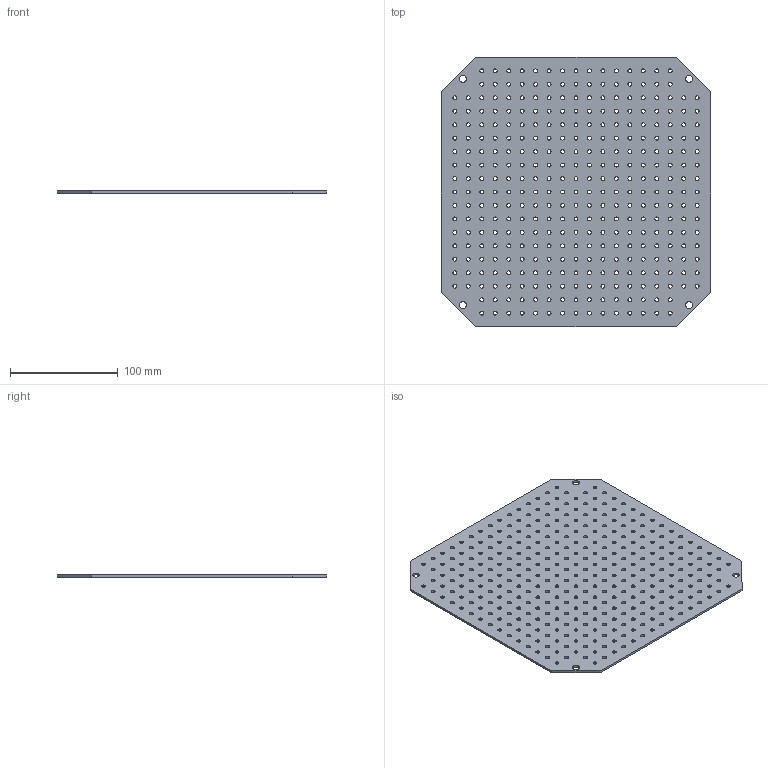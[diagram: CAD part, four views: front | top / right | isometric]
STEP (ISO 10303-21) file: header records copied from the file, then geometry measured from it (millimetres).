
FILE_DESCRIPTION (( 'STEP AP203' ), '1' );
FILE_NAME ('MPMP 3030.STEP', '2021-12-08T10:56:51', ( '' ), ( '' ), 'SwSTEP 2.0', 'SolidWorks 2020', '' );
FILE_SCHEMA (( 'CONFIG_CONTROL_DESIGN' ));
Length unit declared in the file: millimetre
Products named in the file (1): MPMP 3030
Bounding box: 250 x 250 x 2 mm (x, y, z)
Volume: 113615.2 mm3; surface area: 123432.3 mm2
Topology: 1 solids, 1 shells, 708 faces, 2118 edges, 1412 vertices
Faces by surface type: cylinder 698, plane 10
Entity records: 26191 total; most frequent: DIRECTION 4932, CARTESIAN_POINT 4239, ORIENTED_EDGE 4236, EDGE_CURVE 2118, AXIS2_PLACEMENT_3D 2105, VERTEX_POINT 1412, EDGE_LOOP 1406, CIRCLE 1396
